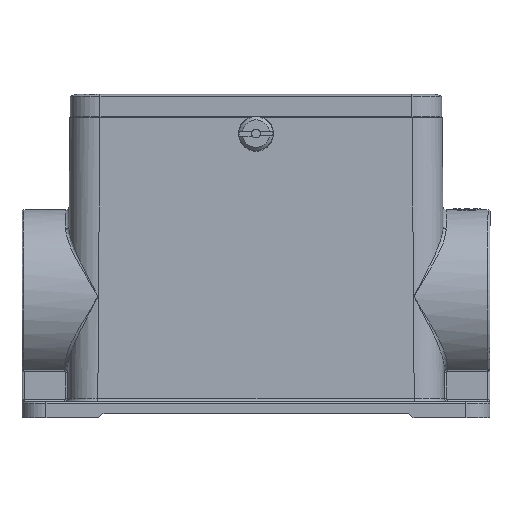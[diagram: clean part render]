
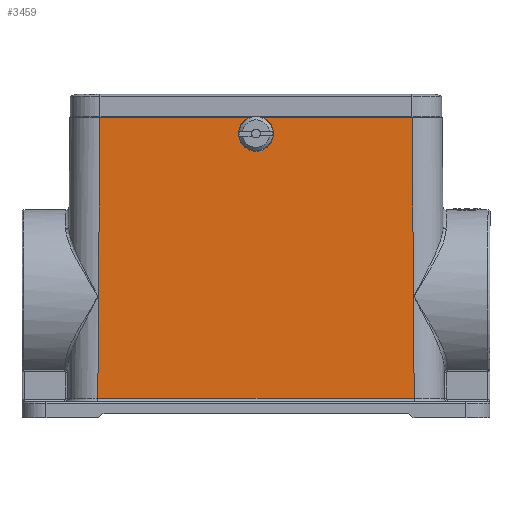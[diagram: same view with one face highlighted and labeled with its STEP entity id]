
A CAD part, front view. The second image highlights one B-rep face of the part: STEP entity #3459.
In plain terms, the highlighted planar face has unit normal (0, -1, 0.011).
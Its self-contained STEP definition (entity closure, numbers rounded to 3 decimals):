
#2753=ELLIPSE('',#13516,2.685,2.685);
#3459=ADVANCED_FACE('',(#4035),#3885,.T.);
#3885=PLANE('',#13517);
#4035=FACE_OUTER_BOUND('',#4391,.T.);
#4391=EDGE_LOOP('',(#4975,#4976,#4977,#4978,#4979,#4980,#4981,#4982,#4983,
#4984,#4985,#4986));
#4975=ORIENTED_EDGE('',*,*,#7568,.F.);
#4976=ORIENTED_EDGE('',*,*,#7625,.T.);
#4977=ORIENTED_EDGE('',*,*,#7626,.T.);
#4978=ORIENTED_EDGE('',*,*,#7627,.T.);
#4979=ORIENTED_EDGE('',*,*,#7628,.T.);
#4980=ORIENTED_EDGE('',*,*,#7629,.T.);
#4981=ORIENTED_EDGE('',*,*,#7574,.F.);
#4982=ORIENTED_EDGE('',*,*,#7630,.T.);
#4983=ORIENTED_EDGE('',*,*,#7631,.T.);
#4984=ORIENTED_EDGE('',*,*,#7632,.T.);
#4985=ORIENTED_EDGE('',*,*,#7633,.T.);
#4986=ORIENTED_EDGE('',*,*,#7634,.T.);
#6911=VERTEX_POINT('',#18280);
#6912=VERTEX_POINT('',#18282);
#6917=VERTEX_POINT('',#18293);
#6918=VERTEX_POINT('',#18295);
#6961=VERTEX_POINT('',#18469);
#6962=VERTEX_POINT('',#18471);
#6963=VERTEX_POINT('',#18473);
#6964=VERTEX_POINT('',#18475);
#6965=VERTEX_POINT('',#18489);
#6966=VERTEX_POINT('',#18491);
#6967=VERTEX_POINT('',#18493);
#6968=VERTEX_POINT('',#18495);
#7568=EDGE_CURVE('',#6911,#6912,#10793,.T.);
#7574=EDGE_CURVE('',#6917,#6918,#10799,.T.);
#7625=EDGE_CURVE('',#6911,#6961,#9033,.T.);
#7626=EDGE_CURVE('',#6961,#6962,#10828,.T.);
#7627=EDGE_CURVE('',#6962,#6963,#2753,.T.);
#7628=EDGE_CURVE('',#6963,#6964,#10829,.T.);
#7629=EDGE_CURVE('',#6964,#6918,#9034,.T.);
#7630=EDGE_CURVE('',#6917,#6965,#10830,.T.);
#7631=EDGE_CURVE('',#6965,#6966,#10831,.T.);
#7632=EDGE_CURVE('',#6966,#6967,#10832,.T.);
#7633=EDGE_CURVE('',#6967,#6968,#10833,.T.);
#7634=EDGE_CURVE('',#6968,#6912,#10834,.T.);
#9033=B_SPLINE_CURVE_WITH_KNOTS('',3,(#18457,#18458,#18459,#18460,#18461,
#18462,#18463,#18464,#18465,#18466,#18467,#18468),.UNSPECIFIED.,.F.,.F.,
(4,2,2,2,2,4),(0.,0.5,0.75,0.875,
0.938,1.),.UNSPECIFIED.);
#9034=B_SPLINE_CURVE_WITH_KNOTS('',3,(#18476,#18477,#18478,#18479,#18480,
#18481,#18482,#18483,#18484,#18485,#18486,#18487),.UNSPECIFIED.,.F.,.F.,
(4,2,2,2,2,4),(0.,0.063,0.125,0.25,
0.5,1.),.UNSPECIFIED.);
#10793=LINE('',#18281,#11372);
#10799=LINE('',#18294,#11378);
#10828=LINE('',#18470,#11407);
#10829=LINE('',#18474,#11408);
#10830=LINE('',#18488,#11409);
#10831=LINE('',#18490,#11410);
#10832=LINE('',#18492,#11411);
#10833=LINE('',#18494,#11412);
#10834=LINE('',#18496,#11413);
#11372=VECTOR('',#14368,1.);
#11378=VECTOR('',#14376,1.);
#11407=VECTOR('',#14451,1.);
#11408=VECTOR('',#14454,1.);
#11409=VECTOR('',#14455,1.);
#11410=VECTOR('',#14456,1.);
#11411=VECTOR('',#14457,1.);
#11412=VECTOR('',#14458,1.);
#11413=VECTOR('',#14459,1.);
#13516=AXIS2_PLACEMENT_3D('',#18472,#14452,#14453);
#13517=AXIS2_PLACEMENT_3D('',#18497,#14460,#14461);
#14368=DIRECTION('',(0.,0.011,1.));
#14376=DIRECTION('',(0.,-0.011,-1.));
#14451=DIRECTION('',(1.,0.,0.));
#14452=DIRECTION('',(0.,1.,-0.011));
#14453=DIRECTION('',(0.,-0.011,-1.));
#14454=DIRECTION('',(1.,0.,0.));
#14455=DIRECTION('',(-1.,0.,0.));
#14456=DIRECTION('',(-0.007,-0.011,-1.));
#14457=DIRECTION('',(1.,0.,0.));
#14458=DIRECTION('',(-0.007,0.011,1.));
#14459=DIRECTION('',(-1.,0.,0.));
#14460=DIRECTION('',(0.,-1.,0.011));
#14461=DIRECTION('',(0.,-0.011,-1.));
#18280=CARTESIAN_POINT('',(1.6,-21.533,2.782));
#18281=CARTESIAN_POINT('',(1.6,-22.3,-65.25));
#18282=CARTESIAN_POINT('',(1.6,-21.5,5.7));
#18293=CARTESIAN_POINT('',(-1.6,-21.5,5.7));
#18294=CARTESIAN_POINT('',(-1.6,-22.3,-65.25));
#18295=CARTESIAN_POINT('',(-1.6,-21.533,2.782));
#18457=CARTESIAN_POINT('',(1.6,-21.533,2.782));
#18458=CARTESIAN_POINT('',(1.707,-21.535,2.63));
#18459=CARTESIAN_POINT('',(1.792,-21.537,2.462));
#18460=CARTESIAN_POINT('',(1.886,-21.539,2.199));
#18461=CARTESIAN_POINT('',(1.911,-21.54,2.11));
#18462=CARTESIAN_POINT('',(1.943,-21.542,1.973));
#18463=CARTESIAN_POINT('',(1.952,-21.543,1.928));
#18464=CARTESIAN_POINT('',(1.966,-21.543,1.859));
#18465=CARTESIAN_POINT('',(1.97,-21.544,1.836));
#18466=CARTESIAN_POINT('',(1.98,-21.544,1.791));
#18467=CARTESIAN_POINT('',(1.976,-21.545,1.75));
#18468=CARTESIAN_POINT('',(2.,-21.545,1.75));
#18469=CARTESIAN_POINT('',(2.,-21.545,1.75));
#18470=CARTESIAN_POINT('',(57.,-21.545,1.75));
#18471=CARTESIAN_POINT('',(2.685,-21.545,1.75));
#18472=CARTESIAN_POINT('',(0.,-21.545,1.75));
#18473=CARTESIAN_POINT('',(-2.685,-21.545,1.75));
#18474=CARTESIAN_POINT('',(57.,-21.545,1.75));
#18475=CARTESIAN_POINT('',(-2.,-21.545,1.75));
#18476=CARTESIAN_POINT('',(-2.,-21.545,1.75));
#18477=CARTESIAN_POINT('',(-1.976,-21.545,1.75));
#18478=CARTESIAN_POINT('',(-1.98,-21.544,1.791));
#18479=CARTESIAN_POINT('',(-1.97,-21.544,1.836));
#18480=CARTESIAN_POINT('',(-1.966,-21.543,1.859));
#18481=CARTESIAN_POINT('',(-1.952,-21.543,1.928));
#18482=CARTESIAN_POINT('',(-1.943,-21.542,1.974));
#18483=CARTESIAN_POINT('',(-1.911,-21.54,2.11));
#18484=CARTESIAN_POINT('',(-1.886,-21.539,2.199));
#18485=CARTESIAN_POINT('',(-1.792,-21.537,2.462));
#18486=CARTESIAN_POINT('',(-1.706,-21.535,2.631));
#18487=CARTESIAN_POINT('',(-1.6,-21.533,2.782));
#18488=CARTESIAN_POINT('',(57.,-21.5,5.7));
#18489=CARTESIAN_POINT('',(-39.05,-21.5,5.7));
#18490=CARTESIAN_POINT('',(-39.546,-22.292,-64.57));
#18491=CARTESIAN_POINT('',(-39.545,-22.291,-64.459));
#18492=CARTESIAN_POINT('',(39.55,-22.291,-64.459));
#18493=CARTESIAN_POINT('',(39.545,-22.291,-64.459));
#18494=CARTESIAN_POINT('',(39.551,-22.301,-65.373));
#18495=CARTESIAN_POINT('',(39.05,-21.5,5.7));
#18496=CARTESIAN_POINT('',(57.,-21.5,5.7));
#18497=CARTESIAN_POINT('',(57.,-22.3,-65.25));
